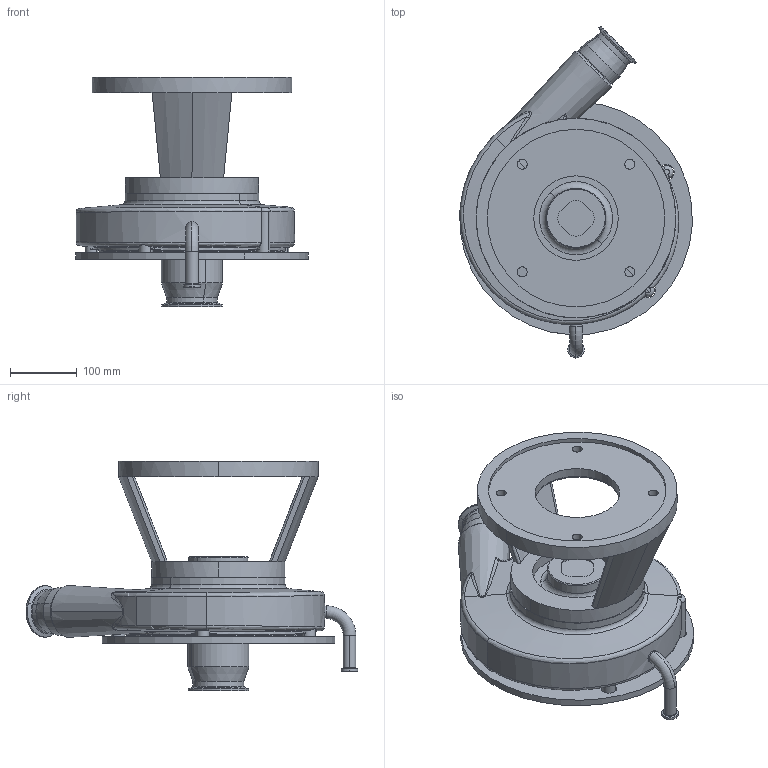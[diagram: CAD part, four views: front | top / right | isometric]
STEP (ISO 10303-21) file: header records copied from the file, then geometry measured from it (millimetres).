
FILE_DESCRIPTION (( 'STEP AP214' ), '1' );
FILE_NAME ('FPR 3551-3552 280TC 45L 3-4 IN ELBOW FRONT DRAIN.STEP', '2022-12-29T19:03:31', ( '' ), ( '' ), 'SwSTEP 2.0', 'SolidWorks 2021', '' );
FILE_SCHEMA (( 'AUTOMOTIVE_DESIGN' ));
Length unit declared in the file: millimetre
Products named in the file (1): FPR 3551-3552 280TC 45L 3-4 IN ELBOW FRONT DRAIN
Bounding box: 349.52 x 498.69 x 344.5 mm (x, y, z)
Volume: 7808838.5 mm3; surface area: 822601.5 mm2
Topology: 1 solids, 7 shells, 399 faces, 970 edges, 587 vertices
Faces by surface type: cylinder 158, plane 69, cone 66, torus 62, bspline 38, sphere 6
Entity records: 16515 total; most frequent: CARTESIAN_POINT 7367, DIRECTION 1943, ORIENTED_EDGE 1902, EDGE_CURVE 951, AXIS2_PLACEMENT_3D 836, VERTEX_POINT 587, CIRCLE 474, EDGE_LOOP 448
